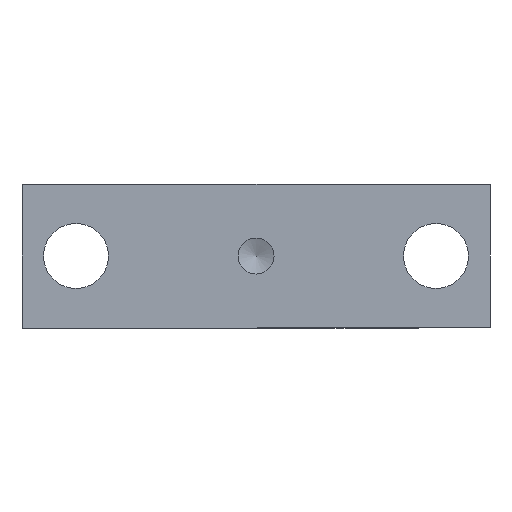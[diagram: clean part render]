
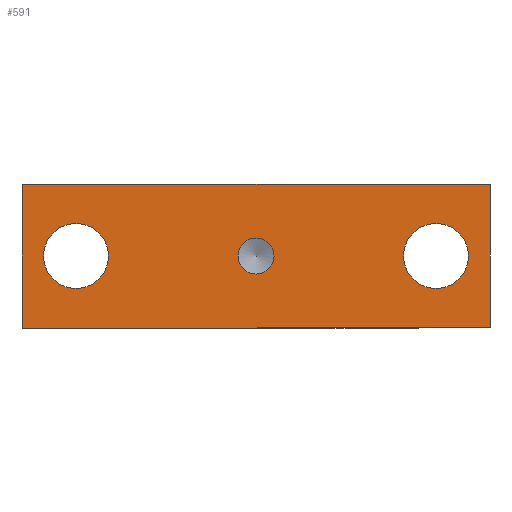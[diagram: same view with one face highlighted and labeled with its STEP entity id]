
A CAD part, front view. The second image highlights one B-rep face of the part: STEP entity #591.
In plain terms, the highlighted planar face has unit normal (0, -1, 0).
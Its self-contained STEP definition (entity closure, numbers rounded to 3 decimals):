
#38=LINE('',#821,#64);
#43=LINE('',#833,#69);
#48=LINE('',#853,#74);
#52=LINE('',#866,#78);
#64=VECTOR('',#691,1000.);
#69=VECTOR('',#700,1000.);
#74=VECTOR('',#721,1000.);
#78=VECTOR('',#737,1000.);
#88=PLANE('',#639);
#161=ORIENTED_EDGE('',*,*,#233,.T.);
#162=ORIENTED_EDGE('',*,*,#234,.T.);
#163=ORIENTED_EDGE('',*,*,#235,.T.);
#164=ORIENTED_EDGE('',*,*,#219,.F.);
#165=ORIENTED_EDGE('',*,*,#212,.F.);
#166=ORIENTED_EDGE('',*,*,#231,.F.);
#167=ORIENTED_EDGE('',*,*,#229,.F.);
#168=ORIENTED_EDGE('',*,*,#227,.F.);
#169=ORIENTED_EDGE('',*,*,#206,.F.);
#170=ORIENTED_EDGE('',*,*,#225,.F.);
#171=ORIENTED_EDGE('',*,*,#222,.F.);
#206=EDGE_CURVE('',#253,#254,#38,.T.);
#212=EDGE_CURVE('',#258,#259,#43,.T.);
#219=EDGE_CURVE('',#259,#264,#289,.T.);
#222=EDGE_CURVE('',#264,#266,#48,.T.);
#225=EDGE_CURVE('',#266,#253,#291,.T.);
#227=EDGE_CURVE('',#254,#268,#293,.T.);
#229=EDGE_CURVE('',#268,#269,#52,.T.);
#231=EDGE_CURVE('',#269,#258,#294,.T.);
#233=EDGE_CURVE('',#271,#271,#296,.T.);
#234=EDGE_CURVE('',#272,#272,#297,.T.);
#235=EDGE_CURVE('',#273,#273,#298,.T.);
#253=VERTEX_POINT('',#820);
#254=VERTEX_POINT('',#822);
#258=VERTEX_POINT('',#832);
#259=VERTEX_POINT('',#834);
#264=VERTEX_POINT('',#848);
#266=VERTEX_POINT('',#854);
#268=VERTEX_POINT('',#863);
#269=VERTEX_POINT('',#867);
#271=VERTEX_POINT('',#876);
#272=VERTEX_POINT('',#878);
#273=VERTEX_POINT('',#880);
#289=CIRCLE('',#626,0.1);
#291=CIRCLE('',#630,0.1);
#293=CIRCLE('',#633,0.1);
#294=CIRCLE('',#636,0.1);
#296=CIRCLE('',#640,4.5);
#297=CIRCLE('',#641,4.5);
#298=CIRCLE('',#642,2.5);
#323=EDGE_LOOP('',(#161));
#324=EDGE_LOOP('',(#162));
#325=EDGE_LOOP('',(#163));
#326=EDGE_LOOP('',(#164,#165,#166,#167,#168,#169,#170,#171));
#365=FACE_BOUND('',#323,.T.);
#366=FACE_BOUND('',#324,.T.);
#367=FACE_BOUND('',#325,.T.);
#368=FACE_BOUND('',#326,.T.);
#591=ADVANCED_FACE('',(#365,#366,#367,#368),#88,.F.);
#626=AXIS2_PLACEMENT_3D('',#847,#714,#715);
#630=AXIS2_PLACEMENT_3D('',#859,#726,#727);
#633=AXIS2_PLACEMENT_3D('',#862,#732,#733);
#636=AXIS2_PLACEMENT_3D('',#870,#741,#742);
#639=AXIS2_PLACEMENT_3D('',#874,#747,#748);
#640=AXIS2_PLACEMENT_3D('',#875,#749,#750);
#641=AXIS2_PLACEMENT_3D('',#877,#751,#752);
#642=AXIS2_PLACEMENT_3D('',#879,#753,#754);
#691=DIRECTION('',(1.,0.,0.));
#700=DIRECTION('',(-1.,0.,0.));
#714=DIRECTION('',(0.,1.,0.));
#715=DIRECTION('',(1.,0.,0.));
#721=DIRECTION('',(0.,0.,1.));
#726=DIRECTION('',(0.,1.,0.));
#727=DIRECTION('',(1.,0.,0.));
#732=DIRECTION('',(0.,1.,0.));
#733=DIRECTION('',(1.,0.,0.));
#737=DIRECTION('',(0.,0.,-1.));
#741=DIRECTION('',(0.,1.,0.));
#742=DIRECTION('',(1.,0.,0.));
#747=DIRECTION('',(0.,1.,0.));
#748=DIRECTION('',(0.,0.,1.));
#749=DIRECTION('',(0.,1.,0.));
#750=DIRECTION('',(1.,0.,0.));
#751=DIRECTION('',(0.,1.,0.));
#752=DIRECTION('',(1.,0.,0.));
#753=DIRECTION('',(0.,1.,0.));
#754=DIRECTION('',(1.,0.,0.));
#820=CARTESIAN_POINT('',(-32.4,0.,10.));
#821=CARTESIAN_POINT('',(-32.4,0.,10.));
#822=CARTESIAN_POINT('',(32.4,0.,10.));
#832=CARTESIAN_POINT('',(32.4,0.,-10.));
#833=CARTESIAN_POINT('',(32.4,0.,-10.));
#834=CARTESIAN_POINT('',(-32.4,0.,-10.));
#847=CARTESIAN_POINT('',(-32.4,0.,-9.9));
#848=CARTESIAN_POINT('',(-32.5,0.,-9.9));
#853=CARTESIAN_POINT('',(-32.5,0.,-9.9));
#854=CARTESIAN_POINT('',(-32.5,0.,9.9));
#859=CARTESIAN_POINT('',(-32.4,0.,9.9));
#862=CARTESIAN_POINT('',(32.4,0.,9.9));
#863=CARTESIAN_POINT('',(32.5,0.,9.9));
#866=CARTESIAN_POINT('',(32.5,0.,9.9));
#867=CARTESIAN_POINT('',(32.5,0.,-9.9));
#870=CARTESIAN_POINT('',(32.4,0.,-9.9));
#874=CARTESIAN_POINT('',(-32.4,0.,-9.9));
#875=CARTESIAN_POINT('',(25.,0.,0.));
#876=CARTESIAN_POINT('',(29.5,0.,0.));
#877=CARTESIAN_POINT('',(-25.,0.,0.));
#878=CARTESIAN_POINT('',(-20.5,0.,0.));
#879=CARTESIAN_POINT('',(0.,0.,0.));
#880=CARTESIAN_POINT('',(2.5,0.,0.));
